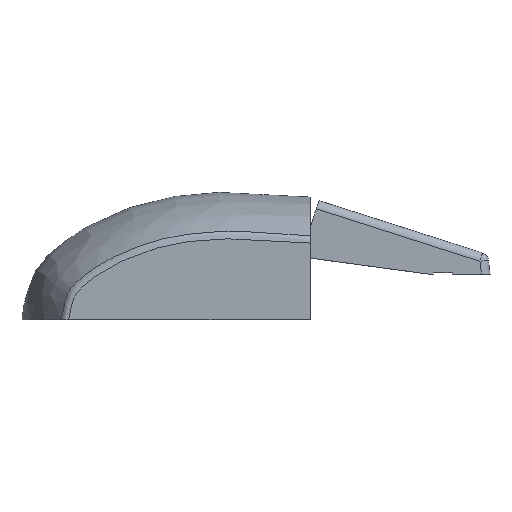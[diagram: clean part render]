
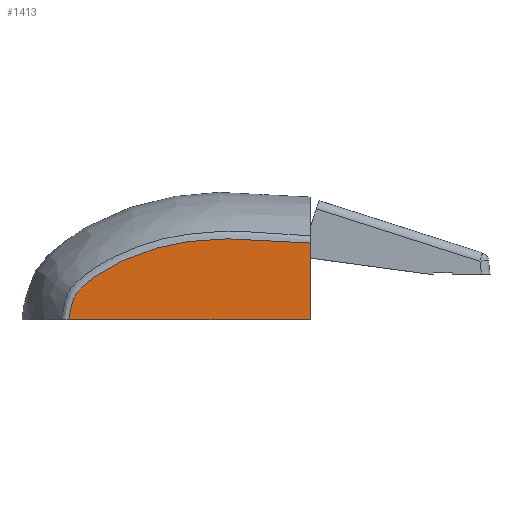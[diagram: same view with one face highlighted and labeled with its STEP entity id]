
A CAD part, left-side view. The second image highlights one B-rep face of the part: STEP entity #1413.
In plain terms, the highlighted planar face has unit normal (-1, 0, 0).
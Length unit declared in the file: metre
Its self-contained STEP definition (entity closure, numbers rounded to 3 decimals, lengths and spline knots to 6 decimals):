
#93=LINE('',#2265,#238);
#94=LINE('',#2287,#239);
#238=VECTOR('',#1651,1.);
#239=VECTOR('',#1652,1.);
#409=ORIENTED_EDGE('',*,*,#839,.T.);
#410=ORIENTED_EDGE('',*,*,#840,.T.);
#411=ORIENTED_EDGE('',*,*,#841,.T.);
#839=EDGE_CURVE('',#1053,#1054,#93,.T.);
#840=EDGE_CURVE('',#1054,#1055,#1176,.T.);
#841=EDGE_CURVE('',#1055,#1053,#94,.F.);
#1053=VERTEX_POINT('',#2266);
#1054=VERTEX_POINT('',#2267);
#1055=VERTEX_POINT('',#2286);
#1176=B_SPLINE_CURVE_WITH_KNOTS('',3,(#2268,#2269,#2270,#2271,#2272,#2273,
#2274,#2275,#2276,#2277,#2278,#2279,#2280,#2281,#2282,#2283,#2284,#2285),
 .UNSPECIFIED.,.F.,.F.,(4,1,1,1,1,1,1,1,1,1,1,1,1,1,1,4),(0.,0.008008,
0.016015,0.024023,0.03203,0.036034,
0.040038,0.044042,0.048045,0.052049,
0.054051,0.056053,0.058055,0.060057,
0.062059,0.06406),.UNSPECIFIED.);
#1192=EDGE_LOOP('',(#409,#410,#411));
#1278=FACE_BOUND('',#1192,.T.);
#1361=PLANE('',#1513);
#1413=ADVANCED_FACE('',(#1278),#1361,.F.);
#1513=AXIS2_PLACEMENT_3D('',#2264,#1649,#1650);
#1649=DIRECTION('',(1.,0.,0.));
#1650=DIRECTION('',(0.,0.,-1.));
#1651=DIRECTION('',(0.,0.,1.));
#1652=DIRECTION('',(0.,1.,0.));
#2264=CARTESIAN_POINT('',(-0.016081,-0.026655,0.012922));
#2265=CARTESIAN_POINT('',(-0.016081,-0.026655,0.012922));
#2266=CARTESIAN_POINT('',(-0.016081,-0.026655,0.));
#2267=CARTESIAN_POINT('',(-0.016081,-0.026655,0.01783));
#2268=CARTESIAN_POINT('',(-0.016081,-0.026655,0.01783));
#2269=CARTESIAN_POINT('',(-0.016081,-0.023995,0.018054));
#2270=CARTESIAN_POINT('',(-0.016081,-0.018675,0.01849));
#2271=CARTESIAN_POINT('',(-0.016081,-0.010671,0.018892));
#2272=CARTESIAN_POINT('',(-0.016081,-0.002718,0.018805));
#2273=CARTESIAN_POINT('',(-0.016081,0.003841,0.018004));
#2274=CARTESIAN_POINT('',(-0.016081,0.009027,0.016759));
#2275=CARTESIAN_POINT('',(-0.016081,0.012892,0.015498));
#2276=CARTESIAN_POINT('',(-0.016081,0.016611,0.01396));
#2277=CARTESIAN_POINT('',(-0.016081,0.020206,0.012167));
#2278=CARTESIAN_POINT('',(-0.016081,0.023084,0.010403));
#2279=CARTESIAN_POINT('',(-0.016081,0.025255,0.008777));
#2280=CARTESIAN_POINT('',(-0.016081,0.026772,0.007425));
#2281=CARTESIAN_POINT('',(-0.016081,0.028095,0.005874));
#2282=CARTESIAN_POINT('',(-0.016081,0.028838,0.003957));
#2283=CARTESIAN_POINT('',(-0.016081,0.029296,0.001998));
#2284=CARTESIAN_POINT('',(-0.016081,0.029518,0.000667));
#2285=CARTESIAN_POINT('',(-0.016081,0.029623,0.));
#2286=CARTESIAN_POINT('',(-0.016081,0.029623,0.));
#2287=CARTESIAN_POINT('',(-0.016081,-0.026655,0.));
